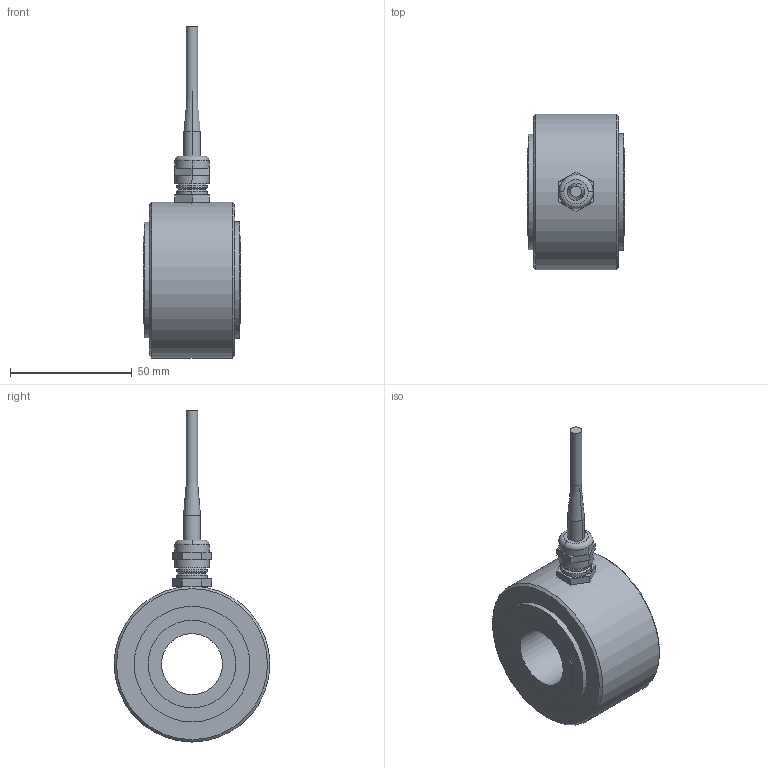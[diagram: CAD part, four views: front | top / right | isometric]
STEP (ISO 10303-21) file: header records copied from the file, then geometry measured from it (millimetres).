
FILE_DESCRIPTION( ( 'Unknown' ), '1' );
FILE_NAME( 'K18-200kN.stp', 'Unknown', ( 'Unknown' ), ( 'Unknown' ), 'PSStep 17.0.49', 'Unknown', ' ' );
FILE_SCHEMA( ( 'AUTOMOTIVE_DESIGN { 1 0 10303 214 1 1 1 1 }' ) );
Length unit declared in the file: millimetre
Products named in the file (4): Assem1; 1445-010_DOC-00061607; m12x1,5_doc-00010622; kabeldurchmesser 4_doc-00040332
Assembly tree (3 placements, depth 2):
  Assem1
    1445-010_DOC-00061607
    m12x1,5_doc-00010622
    kabeldurchmesser 4_doc-00040332
Bounding box: 40 x 64 x 136.42 mm (x, y, z)
Volume: 105227.6 mm3; surface area: 19380.2 mm2
Topology: 3 solids, 3 shells, 84 faces, 176 edges, 107 vertices
Faces by surface type: plane 39, cylinder 25, cone 18, torus 2
Full cylindrical faces by diameter (mm): 4.6 x1, 25 x1, 36 x2, 47.5 x1, 48 x1, 64 x1
Entity records: 3664 total; most frequent: CARTESIAN_POINT 1465, ORIENTED_EDGE 330, DIRECTION 208, EDGE_CURVE 165, B_SPLINE_CURVE_WITH_KNOTS 149, EDGE_LOOP 106, VERTEX_POINT 105, AXIS2_PLACEMENT_3D 104
